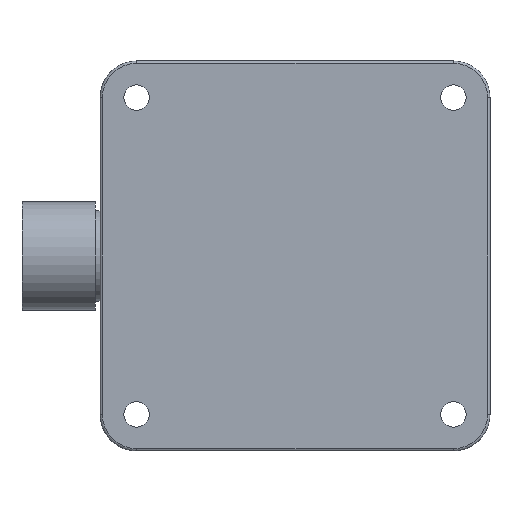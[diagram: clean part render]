
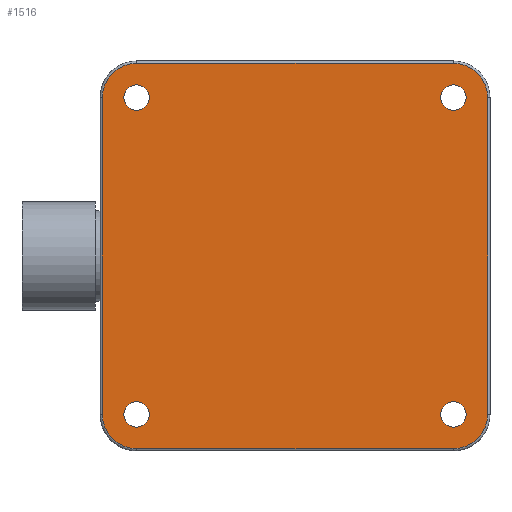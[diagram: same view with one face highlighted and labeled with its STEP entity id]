
A CAD part, front view. The second image highlights one B-rep face of the part: STEP entity #1516.
In plain terms, the highlighted planar face has unit normal (0, -1, 0).
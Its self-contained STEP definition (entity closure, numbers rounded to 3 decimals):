
#56=CARTESIAN_POINT('',(32.5,0.,32.5));
#57=DIRECTION('',(0.,1.,0.));
#58=DIRECTION('',(1.,0.,0.));
#59=AXIS2_PLACEMENT_3D('',#56,#57,#58);
#65=CARTESIAN_POINT('',(32.5,0.,32.5));
#66=DIRECTION('',(0.,1.,0.));
#67=DIRECTION('',(-1.,0.,0.));
#68=AXIS2_PLACEMENT_3D('',#65,#66,#67);
#73=CARTESIAN_POINT('',(32.5,0.,-32.5));
#74=DIRECTION('',(0.,1.,0.));
#75=DIRECTION('',(0.,0.,-1.));
#76=AXIS2_PLACEMENT_3D('',#73,#74,#75);
#81=CARTESIAN_POINT('',(32.5,0.,-32.5));
#82=DIRECTION('',(0.,1.,0.));
#83=DIRECTION('',(0.,0.,1.));
#84=AXIS2_PLACEMENT_3D('',#81,#82,#83);
#89=CARTESIAN_POINT('',(-32.5,0.,-32.5));
#90=DIRECTION('',(0.,1.,0.));
#91=DIRECTION('',(-1.,0.,0.));
#92=AXIS2_PLACEMENT_3D('',#89,#90,#91);
#97=CARTESIAN_POINT('',(-32.5,0.,-32.5));
#98=DIRECTION('',(0.,1.,0.));
#99=DIRECTION('',(1.,0.,0.));
#100=AXIS2_PLACEMENT_3D('',#97,#98,#99);
#105=CARTESIAN_POINT('',(-32.5,0.,32.5));
#106=DIRECTION('',(0.,1.,0.));
#107=DIRECTION('',(0.,0.,1.));
#108=AXIS2_PLACEMENT_3D('',#105,#106,#107);
#113=CARTESIAN_POINT('',(-32.5,0.,32.5));
#114=DIRECTION('',(0.,1.,0.));
#115=DIRECTION('',(0.,0.,-1.));
#116=AXIS2_PLACEMENT_3D('',#113,#114,#115);
#121=DIRECTION('',(-1.,0.,0.));
#122=VECTOR('',#121,65.);
#123=CARTESIAN_POINT('',(32.5,0.,39.5));
#124=LINE('',#123,#122);
#128=CARTESIAN_POINT('',(32.5,0.,32.5));
#129=DIRECTION('',(0.,-1.,0.));
#130=DIRECTION('',(1.,0.,0.));
#131=AXIS2_PLACEMENT_3D('',#128,#129,#130);
#136=DIRECTION('',(0.,0.,1.));
#137=VECTOR('',#136,65.);
#138=CARTESIAN_POINT('',(39.5,0.,-32.5));
#139=LINE('',#138,#137);
#143=CARTESIAN_POINT('',(32.5,0.,-32.5));
#144=DIRECTION('',(0.,-1.,0.));
#145=DIRECTION('',(0.,0.,-1.));
#146=AXIS2_PLACEMENT_3D('',#143,#144,#145);
#151=DIRECTION('',(1.,0.,0.));
#152=VECTOR('',#151,65.);
#153=CARTESIAN_POINT('',(-32.5,0.,-39.5));
#154=LINE('',#153,#152);
#158=CARTESIAN_POINT('',(-32.5,0.,-32.5));
#159=DIRECTION('',(0.,-1.,0.));
#160=DIRECTION('',(-1.,0.,0.));
#161=AXIS2_PLACEMENT_3D('',#158,#159,#160);
#166=DIRECTION('',(0.,0.,-1.));
#167=VECTOR('',#166,65.);
#168=CARTESIAN_POINT('',(-39.5,0.,32.5));
#169=LINE('',#168,#167);
#173=CARTESIAN_POINT('',(-32.5,0.,32.5));
#174=DIRECTION('',(0.,-1.,0.));
#175=DIRECTION('',(0.,0.,1.));
#176=AXIS2_PLACEMENT_3D('',#173,#174,#175);
#1261=CARTESIAN_POINT('',(35.1,0.,32.5));
#1262=CARTESIAN_POINT('',(29.9,0.,32.5));
#1263=VERTEX_POINT('',#1261);
#1264=VERTEX_POINT('',#1262);
#1293=CARTESIAN_POINT('',(32.5,0.,-35.1));
#1294=CARTESIAN_POINT('',(32.5,0.,-29.9));
#1295=VERTEX_POINT('',#1293);
#1296=VERTEX_POINT('',#1294);
#1325=CARTESIAN_POINT('',(-35.1,0.,-32.5));
#1326=CARTESIAN_POINT('',(-29.9,0.,-32.5));
#1327=VERTEX_POINT('',#1325);
#1328=VERTEX_POINT('',#1326);
#1357=CARTESIAN_POINT('',(-32.5,0.,35.1));
#1358=CARTESIAN_POINT('',(-32.5,0.,29.9));
#1359=VERTEX_POINT('',#1357);
#1360=VERTEX_POINT('',#1358);
#1421=CARTESIAN_POINT('',(32.5,0.,39.5));
#1422=CARTESIAN_POINT('',(-32.5,0.,39.5));
#1423=VERTEX_POINT('',#1421);
#1424=VERTEX_POINT('',#1422);
#1429=CARTESIAN_POINT('',(-39.5,0.,32.5));
#1430=VERTEX_POINT('',#1429);
#1433=CARTESIAN_POINT('',(-39.5,0.,-32.5));
#1434=VERTEX_POINT('',#1433);
#1437=CARTESIAN_POINT('',(-32.5,0.,-39.5));
#1438=VERTEX_POINT('',#1437);
#1441=CARTESIAN_POINT('',(32.5,0.,-39.5));
#1442=VERTEX_POINT('',#1441);
#1445=CARTESIAN_POINT('',(39.5,0.,-32.5));
#1446=VERTEX_POINT('',#1445);
#1449=CARTESIAN_POINT('',(39.5,0.,32.5));
#1450=VERTEX_POINT('',#1449);
#1469=CARTESIAN_POINT('',(0.,0.,0.));
#1470=DIRECTION('',(0.,1.,0.));
#1471=DIRECTION('',(1.,0.,0.));
#1472=AXIS2_PLACEMENT_3D('',#1469,#1470,#1471);
#1473=PLANE('',#1472);
#1475=ORIENTED_EDGE('',*,*,#1474,.F.);
#1477=ORIENTED_EDGE('',*,*,#1476,.F.);
#1479=ORIENTED_EDGE('',*,*,#1478,.F.);
#1481=ORIENTED_EDGE('',*,*,#1480,.F.);
#1483=ORIENTED_EDGE('',*,*,#1482,.F.);
#1485=ORIENTED_EDGE('',*,*,#1484,.F.);
#1487=ORIENTED_EDGE('',*,*,#1486,.F.);
#1489=ORIENTED_EDGE('',*,*,#1488,.F.);
#1490=EDGE_LOOP('',(#1475,#1477,#1479,#1481,#1483,#1485,#1487,#1489));
#1491=FACE_OUTER_BOUND('',#1490,.F.);
#1493=ORIENTED_EDGE('',*,*,#1492,.F.);
#1495=ORIENTED_EDGE('',*,*,#1494,.F.);
#1496=EDGE_LOOP('',(#1493,#1495));
#1497=FACE_BOUND('',#1496,.F.);
#1499=ORIENTED_EDGE('',*,*,#1498,.F.);
#1501=ORIENTED_EDGE('',*,*,#1500,.F.);
#1502=EDGE_LOOP('',(#1499,#1501));
#1503=FACE_BOUND('',#1502,.F.);
#1505=ORIENTED_EDGE('',*,*,#1504,.F.);
#1507=ORIENTED_EDGE('',*,*,#1506,.F.);
#1508=EDGE_LOOP('',(#1505,#1507));
#1509=FACE_BOUND('',#1508,.F.);
#1511=ORIENTED_EDGE('',*,*,#1510,.F.);
#1513=ORIENTED_EDGE('',*,*,#1512,.F.);
#1514=EDGE_LOOP('',(#1511,#1513));
#1515=FACE_BOUND('',#1514,.F.);
#1516=ADVANCED_FACE('',(#1491,#1497,#1503,#1509,#1515),#1473,.F.);
#60=CIRCLE('',#59,2.6);
#69=CIRCLE('',#68,2.6);
#77=CIRCLE('',#76,2.6);
#85=CIRCLE('',#84,2.6);
#93=CIRCLE('',#92,2.6);
#101=CIRCLE('',#100,2.6);
#109=CIRCLE('',#108,2.6);
#117=CIRCLE('',#116,2.6);
#132=CIRCLE('',#131,7.);
#147=CIRCLE('',#146,7.);
#162=CIRCLE('',#161,7.);
#177=CIRCLE('',#176,7.);
#1474=EDGE_CURVE('',#1423,#1424,#124,.T.);
#1476=EDGE_CURVE('',#1450,#1423,#132,.T.);
#1478=EDGE_CURVE('',#1446,#1450,#139,.T.);
#1480=EDGE_CURVE('',#1442,#1446,#147,.T.);
#1482=EDGE_CURVE('',#1438,#1442,#154,.T.);
#1484=EDGE_CURVE('',#1434,#1438,#162,.T.);
#1486=EDGE_CURVE('',#1430,#1434,#169,.T.);
#1488=EDGE_CURVE('',#1424,#1430,#177,.T.);
#1492=EDGE_CURVE('',#1263,#1264,#60,.T.);
#1494=EDGE_CURVE('',#1264,#1263,#69,.T.);
#1498=EDGE_CURVE('',#1295,#1296,#77,.T.);
#1500=EDGE_CURVE('',#1296,#1295,#85,.T.);
#1504=EDGE_CURVE('',#1327,#1328,#93,.T.);
#1506=EDGE_CURVE('',#1328,#1327,#101,.T.);
#1510=EDGE_CURVE('',#1359,#1360,#109,.T.);
#1512=EDGE_CURVE('',#1360,#1359,#117,.T.);
